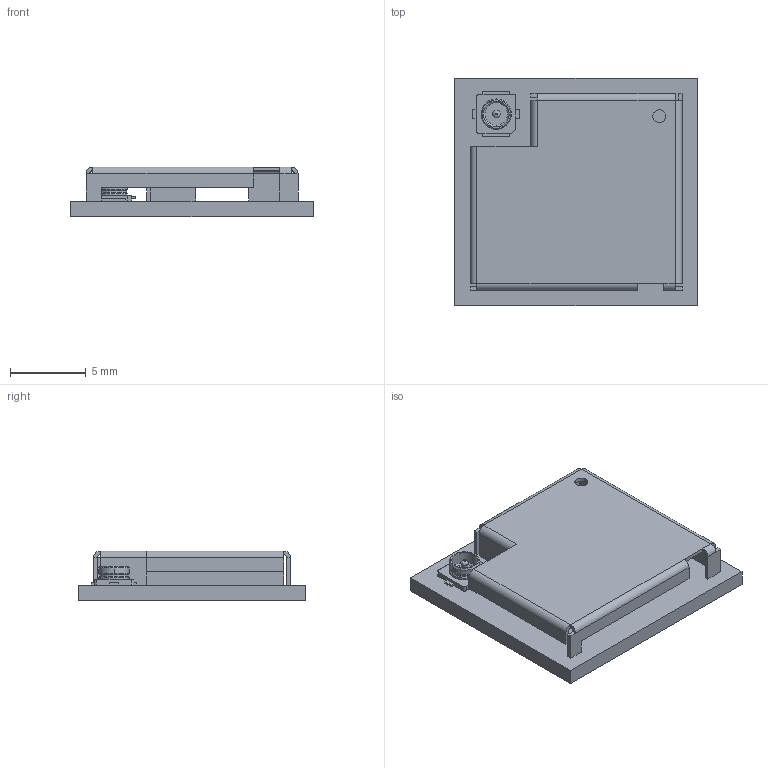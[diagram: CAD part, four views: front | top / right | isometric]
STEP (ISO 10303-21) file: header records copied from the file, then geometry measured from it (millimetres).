
FILE_DESCRIPTION(('FreeCAD Model'),'2;1');
FILE_NAME('Open CASCADE Shape Model','2025-02-14T12:27:04',( 'kicad StepUp'),('ksu MCAD'),'Open CASCADE STEP processor 7.6', 'FreeCAD','Unknown');
FILE_SCHEMA(('AUTOMOTIVE_DESIGN { 1 0 10303 214 1 1 1 1 }'));
Length unit declared in the file: millimetre
Products named in the file (1): Wurth_2618011182000
Bounding box: 16 x 15 x 3.3 mm (x, y, z)
Volume: 312.9 mm3; surface area: 1075.6 mm2
Topology: 5 solids, 5 shells, 396 faces, 1007 edges, 657 vertices
Faces by surface type: plane 333, cylinder 44, torus 14, cone 4, revolution 1
Full cylindrical faces by diameter (mm): 0.2 x1, 0.5 x2, 0.85 x1
Entity records: 14643 total; most frequent: CARTESIAN_POINT 2163, ORIENTED_EDGE 2014, DIRECTION 1903, EDGE_CURVE 1007, LINE 844, VECTOR 844, VERTEX_POINT 657, AXIS2_PLACEMENT_3D 529
